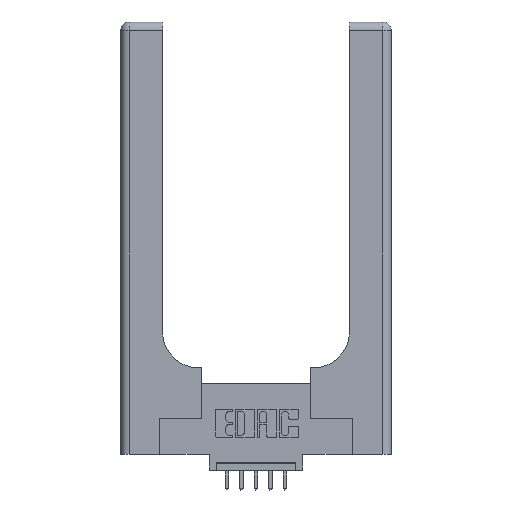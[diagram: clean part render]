
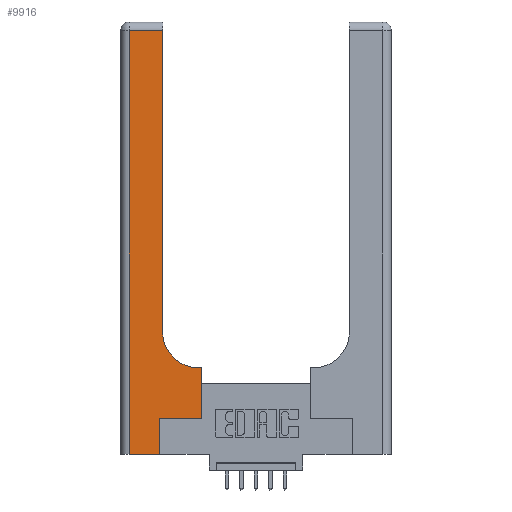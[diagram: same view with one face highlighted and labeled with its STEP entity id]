
A CAD part, top view. The second image highlights one B-rep face of the part: STEP entity #9916.
In plain terms, the highlighted planar face has unit normal (0, 0, 1).
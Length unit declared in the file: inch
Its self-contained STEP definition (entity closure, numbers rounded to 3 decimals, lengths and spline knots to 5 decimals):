
#1 = LINE ( 'NONE', #5795, #8899 ) ;
#136 = LINE ( 'NONE', #13811, #5255 ) ;
#139 = CARTESIAN_POINT ( 'NONE',  ( 0.06, 0., 0.37 ) ) ;
#273 = ORIENTED_EDGE ( 'NONE', *, *, #13874, .T. ) ;
#474 = CARTESIAN_POINT ( 'NONE',  ( 0.5415, 0.85, 0.37 ) ) ;
#480 = EDGE_CURVE ( 'NONE', #13289, #5423, #1504, .T. ) ;
#513 = DIRECTION ( 'NONE',  ( 0., 1., 0. ) ) ;
#604 = VERTEX_POINT ( 'NONE', #8117 ) ;
#832 = AXIS2_PLACEMENT_3D ( 'NONE', #474, #4861, #12187 ) ;
#857 = VECTOR ( 'NONE', #12861, 39.37008 ) ;
#1020 = EDGE_CURVE ( 'NONE', #14029, #12267, #136, .T. ) ;
#1103 = DIRECTION ( 'NONE',  ( 1., 0., 0. ) ) ;
#1400 = CIRCLE ( 'NONE', #832, 0.25 ) ;
#1476 = EDGE_CURVE ( 'NONE', #12267, #5366, #9056, .T. ) ;
#1504 = LINE ( 'NONE', #3798, #13432 ) ;
#1650 = ORIENTED_EDGE ( 'NONE', *, *, #2641, .T. ) ;
#1867 = CARTESIAN_POINT ( 'NONE',  ( 0.269, 0.25, 0.37 ) ) ;
#2066 = ORIENTED_EDGE ( 'NONE', *, *, #12434, .T. ) ;
#2100 = CARTESIAN_POINT ( 'NONE',  ( 0., 0., 0.37 ) ) ;
#2310 = VECTOR ( 'NONE', #13045, 39.37008 ) ;
#2368 = CARTESIAN_POINT ( 'NONE',  ( 0.5415, 0.6, 0.37 ) ) ;
#2412 = ORIENTED_EDGE ( 'NONE', *, *, #12181, .T. ) ;
#2641 = EDGE_CURVE ( 'NONE', #604, #12281, #5744, .T. ) ;
#3066 = CARTESIAN_POINT ( 'NONE',  ( 0.2915, 3., 0.37 ) ) ;
#3095 = CARTESIAN_POINT ( 'NONE',  ( 0.2915, 0.85, 0.37 ) ) ;
#3600 = ORIENTED_EDGE ( 'NONE', *, *, #1020, .T. ) ;
#3798 = CARTESIAN_POINT ( 'NONE',  ( 0.5585, 0.25, 0.37 ) ) ;
#3957 = CARTESIAN_POINT ( 'NONE',  ( 0.269, 0.25, 0.37 ) ) ;
#3964 = VECTOR ( 'NONE', #10738, 39.37008 ) ;
#4450 = DIRECTION ( 'NONE',  ( 0., 0., -1. ) ) ;
#4493 = DIRECTION ( 'NONE',  ( -1., 0., 0. ) ) ;
#4501 = CARTESIAN_POINT ( 'NONE',  ( 0.5585, 0.25, 0.37 ) ) ;
#4700 = DIRECTION ( 'NONE',  ( -1., 0., 0. ) ) ;
#4861 = DIRECTION ( 'NONE',  ( 0., 0., -1. ) ) ;
#5121 = FACE_OUTER_BOUND ( 'NONE', #9505, .T. ) ;
#5255 = VECTOR ( 'NONE', #6171, 39.37008 ) ;
#5366 = VERTEX_POINT ( 'NONE', #139 ) ;
#5423 = VERTEX_POINT ( 'NONE', #7661 ) ;
#5510 = VERTEX_POINT ( 'NONE', #3095 ) ;
#5555 = PLANE ( 'NONE',  #10133 ) ;
#5744 = LINE ( 'NONE', #6642, #2310 ) ;
#5795 = CARTESIAN_POINT ( 'NONE',  ( 0.2915, 0.6, 0.37 ) ) ;
#6171 = DIRECTION ( 'NONE',  ( -1., 0., 0. ) ) ;
#6642 = CARTESIAN_POINT ( 'NONE',  ( 0.269, 0., 0.37 ) ) ;
#7621 = EDGE_CURVE ( 'NONE', #5366, #604, #9659, .T. ) ;
#7661 = CARTESIAN_POINT ( 'NONE',  ( 0.5585, 0.6, 0.37 ) ) ;
#7663 = CARTESIAN_POINT ( 'NONE',  ( 0.06, 3., 0.37 ) ) ;
#8117 = CARTESIAN_POINT ( 'NONE',  ( 0.269, 0., 0.37 ) ) ;
#8421 = ORIENTED_EDGE ( 'NONE', *, *, #7621, .T. ) ;
#8444 = LINE ( 'NONE', #3066, #3964 ) ;
#8899 = VECTOR ( 'NONE', #4700, 39.37008 ) ;
#8961 = ORIENTED_EDGE ( 'NONE', *, *, #10185, .T. ) ;
#9056 = LINE ( 'NONE', #7663, #10221 ) ;
#9295 = ORIENTED_EDGE ( 'NONE', *, *, #480, .T. ) ;
#9438 = CARTESIAN_POINT ( 'NONE',  ( 0.06, 2.94, 0.37 ) ) ;
#9505 = EDGE_LOOP ( 'NONE', ( #2066, #3600, #11651, #8421, #1650, #8961, #9295, #273, #2412 ) ) ;
#9659 = LINE ( 'NONE', #2100, #10497 ) ;
#9916 = ADVANCED_FACE ( 'NONE', ( #5121 ), #5555, .F. ) ;
#9955 = DIRECTION ( 'NONE',  ( 0., -1., 0. ) ) ;
#9995 = VERTEX_POINT ( 'NONE', #2368 ) ;
#10133 = AXIS2_PLACEMENT_3D ( 'NONE', #13157, #4450, #4493 ) ;
#10185 = EDGE_CURVE ( 'NONE', #12281, #13289, #13796, .T. ) ;
#10221 = VECTOR ( 'NONE', #9955, 39.37008 ) ;
#10497 = VECTOR ( 'NONE', #1103, 39.37008 ) ;
#10738 = DIRECTION ( 'NONE',  ( 0., 1., 0. ) ) ;
#11651 = ORIENTED_EDGE ( 'NONE', *, *, #1476, .T. ) ;
#12181 = EDGE_CURVE ( 'NONE', #9995, #5510, #1400, .T. ) ;
#12187 = DIRECTION ( 'NONE',  ( 1., 0., 0. ) ) ;
#12267 = VERTEX_POINT ( 'NONE', #9438 ) ;
#12281 = VERTEX_POINT ( 'NONE', #3957 ) ;
#12302 = CARTESIAN_POINT ( 'NONE',  ( 0.2915, 2.94, 0.37 ) ) ;
#12434 = EDGE_CURVE ( 'NONE', #5510, #14029, #8444, .T. ) ;
#12861 = DIRECTION ( 'NONE',  ( 1., 0., 0. ) ) ;
#13045 = DIRECTION ( 'NONE',  ( 0., 1., 0. ) ) ;
#13157 = CARTESIAN_POINT ( 'NONE',  ( 0., 3., 0.37 ) ) ;
#13289 = VERTEX_POINT ( 'NONE', #4501 ) ;
#13432 = VECTOR ( 'NONE', #513, 39.37008 ) ;
#13796 = LINE ( 'NONE', #1867, #857 ) ;
#13811 = CARTESIAN_POINT ( 'NONE',  ( 0., 2.94, 0.37 ) ) ;
#13874 = EDGE_CURVE ( 'NONE', #5423, #9995, #1, .T. ) ;
#14029 = VERTEX_POINT ( 'NONE', #12302 ) ;
